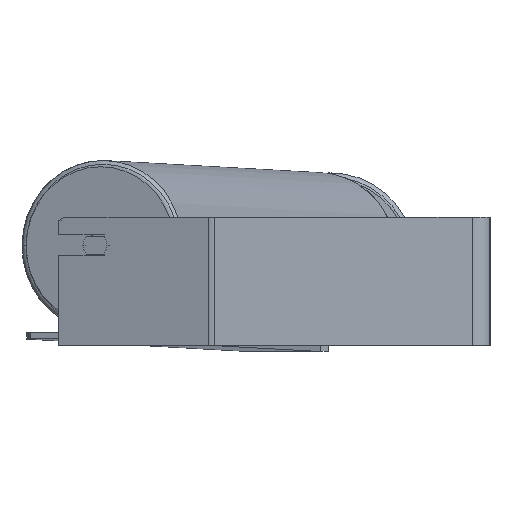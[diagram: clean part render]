
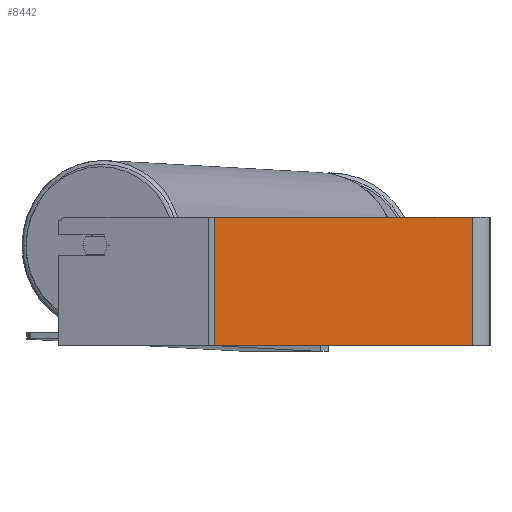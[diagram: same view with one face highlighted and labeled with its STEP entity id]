
A CAD part, left-side view. The second image highlights one B-rep face of the part: STEP entity #8442.
In plain terms, the highlighted planar face has unit normal (-1, 0, 0).
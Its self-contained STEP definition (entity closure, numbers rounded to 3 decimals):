
#46 = DIRECTION ( 'NONE',  ( 0., 0., -1. ) ) ;
#303 = DIRECTION ( 'NONE',  ( 0., -1., 0. ) ) ;
#363 = CARTESIAN_POINT ( 'NONE',  ( -800., 14., 50. ) ) ;
#1698 = ORIENTED_EDGE ( 'NONE', *, *, #3338, .F. ) ;
#1890 = LINE ( 'NONE', #2664, #8793 ) ;
#2039 = VERTEX_POINT ( 'NONE', #7100 ) ;
#2596 = LINE ( 'NONE', #7026, #8578 ) ;
#2664 = CARTESIAN_POINT ( 'NONE',  ( -800., 217.616, -50. ) ) ;
#2988 = EDGE_CURVE ( 'NONE', #2039, #5853, #2596, .T. ) ;
#3007 = DIRECTION ( 'NONE',  ( 1., 0., 0. ) ) ;
#3338 = EDGE_CURVE ( 'NONE', #2039, #8068, #6972, .T. ) ;
#3399 = EDGE_LOOP ( 'NONE', ( #9000, #7549, #1698, #8999 ) ) ;
#3616 = EDGE_CURVE ( 'NONE', #8068, #7970, #5309, .T. ) ;
#3650 = CARTESIAN_POINT ( 'NONE',  ( -800., 215.147, -50. ) ) ;
#4192 = CARTESIAN_POINT ( 'NONE',  ( -800., 217.616, 50. ) ) ;
#4394 = CARTESIAN_POINT ( 'NONE',  ( -800., 14., 50. ) ) ;
#4665 = CARTESIAN_POINT ( 'NONE',  ( -800., 14., -50. ) ) ;
#4676 = VECTOR ( 'NONE', #5255, 1000. ) ;
#4735 = DIRECTION ( 'NONE',  ( 0., -1., 0. ) ) ;
#5255 = DIRECTION ( 'NONE',  ( 0., 0., -1. ) ) ;
#5309 = LINE ( 'NONE', #4394, #4676 ) ;
#5513 = DIRECTION ( 'NONE',  ( 0., 0., -1. ) ) ;
#5853 = VERTEX_POINT ( 'NONE', #3650 ) ;
#6972 = LINE ( 'NONE', #9128, #7393 ) ;
#7026 = CARTESIAN_POINT ( 'NONE',  ( -800., 215.147, 50. ) ) ;
#7100 = CARTESIAN_POINT ( 'NONE',  ( -800., 215.147, 50. ) ) ;
#7393 = VECTOR ( 'NONE', #303, 1000. ) ;
#7549 = ORIENTED_EDGE ( 'NONE', *, *, #3616, .F. ) ;
#7790 = PLANE ( 'NONE',  #8643 ) ;
#7970 = VERTEX_POINT ( 'NONE', #4665 ) ;
#8068 = VERTEX_POINT ( 'NONE', #363 ) ;
#8226 = EDGE_CURVE ( 'NONE', #5853, #7970, #1890, .T. ) ;
#8442 = ADVANCED_FACE ( 'NONE', ( #9210 ), #7790, .F. ) ;
#8578 = VECTOR ( 'NONE', #5513, 1000. ) ;
#8643 = AXIS2_PLACEMENT_3D ( 'NONE', #4192, #3007, #46 ) ;
#8793 = VECTOR ( 'NONE', #4735, 1000. ) ;
#8999 = ORIENTED_EDGE ( 'NONE', *, *, #2988, .T. ) ;
#9000 = ORIENTED_EDGE ( 'NONE', *, *, #8226, .T. ) ;
#9128 = CARTESIAN_POINT ( 'NONE',  ( -800., 217.616, 50. ) ) ;
#9210 = FACE_OUTER_BOUND ( 'NONE', #3399, .T. ) ;
